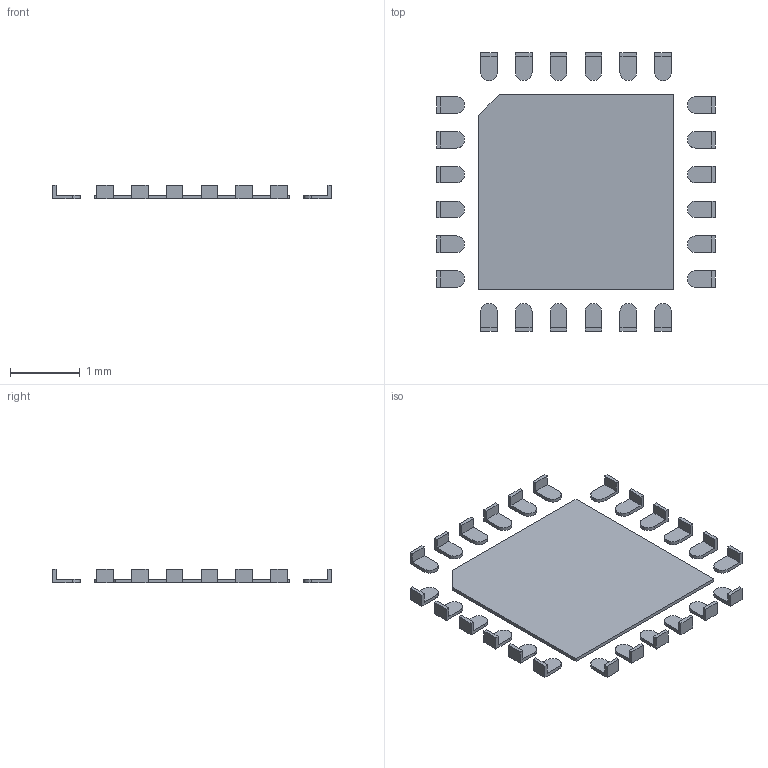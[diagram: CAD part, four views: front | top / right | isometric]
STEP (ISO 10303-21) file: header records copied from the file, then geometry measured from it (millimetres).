
FILE_DESCRIPTION( ( '' ), ' ' );
FILE_NAME( '5b1f6bb68911200b6322b6e5.step', '2018-06-12T06:44:06', ( '' ), ( '' ), ' ', ' ', ' ' );
FILE_SCHEMA( ( 'AUTOMOTIVE_DESIGN { 1 0 10303 214 1 1 1 1 }' ) );
Length unit declared in the file: metre
Products named in the file (25): Open CASCADE STEP translator 6.8 1
Bounding box: 4 x 4 x 0.2 mm (x, y, z)
Volume: 0.5 mm3; surface area: 24 mm2
Topology: 25 solids, 25 shells, 199 faces, 447 edges, 298 vertices
Faces by surface type: plane 175, cylinder 24
Entity records: 9552 total; most frequent: CARTESIAN_POINT 969, DIRECTION 943, ORIENTED_EDGE 894, STYLED_ITEM 646, PRESENTATION_STYLE_ASSIGNMENT 646, COLOUR_RGB 646, EDGE_CURVE 447, CURVE_STYLE 447
